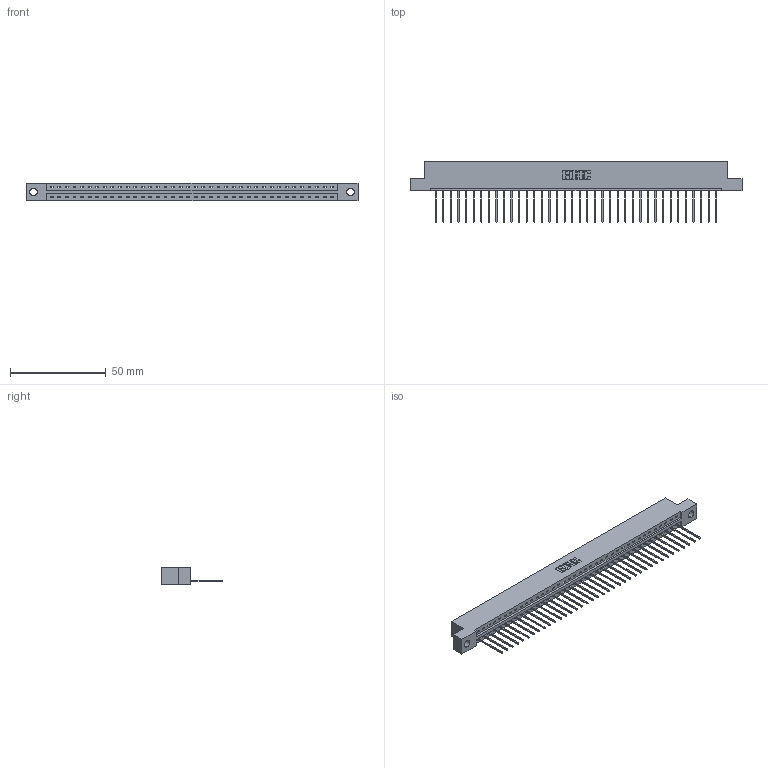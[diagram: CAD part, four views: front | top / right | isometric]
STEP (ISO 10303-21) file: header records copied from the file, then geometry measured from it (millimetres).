
FILE_DESCRIPTION (( 'STEP AP203' ), '1' );
FILE_NAME ('337-038-542-104.STEP', '2019-10-01T17:19:57', ( '' ), ( '' ), 'SwSTEP 2.0', 'SolidWorks 2016', '' );
FILE_SCHEMA (( 'CONFIG_CONTROL_DESIGN' ));
Length unit declared in the file: inch
Products named in the file (3): 337-038-542-104; 337 Part_Flush Mounting Lugs - 0.156 Dia-TH; 345-292-001_345-293-142
Assembly tree (39 placements, depth 2):
  337-038-542-104
    337 Part_Flush Mounting Lugs - 0.156 Dia-TH
    345-292-001_345-293-142  x38
Bounding box: 173.58 x 31.63 x 9.4 mm (x, y, z)
Volume: 17987.7 mm3; surface area: 18916.9 mm2
Topology: 39 solids, 39 shells, 2470 faces, 7455 edges, 4918 vertices
Faces by surface type: plane 1818, cylinder 652
Entity records: 28785 total; most frequent: CARTESIAN_POINT 5020, ORIENTED_EDGE 4994, DIRECTION 4233, EDGE_CURVE 2497, VECTOR 2369, LINE 2369, VERTEX_POINT 1662, AXIS2_PLACEMENT_3D 932
